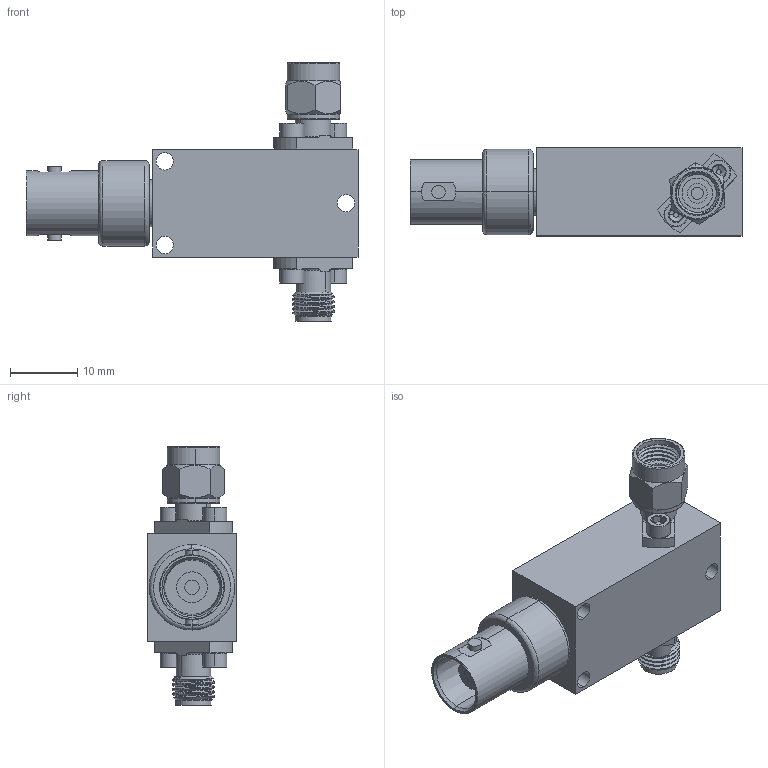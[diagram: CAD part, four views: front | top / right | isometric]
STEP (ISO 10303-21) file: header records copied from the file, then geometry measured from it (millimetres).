
FILE_DESCRIPTION (( 'STEP AP214' ), '1' );
FILE_NAME ('FMBT1634_3D.STEP', '2022-06-26T05:35:18', ( '' ), ( '' ), 'SwSTEP 2.0', 'SolidWorks 2021', '' );
FILE_SCHEMA (( 'AUTOMOTIVE_DESIGN' ));
Length unit declared in the file: inch
Products named in the file (8): Copy of 103-4111 HOUSING^PE1634; FMBT1634_3D; Copy of SMA COUPLING NUT_108-0010-00^PE1634; Copy of 120-0038^PE1634; Copy of 010-101X_010-1012-00^PE1634; Copy of 103-4112 HOUSING^PE1634; Copy of BNC-FEMALE_103-2270-02^PE1634; Copy of 120-0046^PE1634
Assembly tree (10 placements, depth 2):
  FMBT1634_3D
    Copy of 120-0038^PE1634
    Copy of 120-0046^PE1634
    Copy of 103-4112 HOUSING^PE1634
    Copy of 103-4111 HOUSING^PE1634
    Copy of 010-101X_010-1012-00^PE1634  x4
    Copy of SMA COUPLING NUT_108-0010-00^PE1634
    Copy of BNC-FEMALE_103-2270-02^PE1634
Bounding box: 49.33 x 13.08 x 38.38 mm (x, y, z)
Volume: 8203.1 mm3; surface area: 6326.8 mm2
Topology: 10 solids, 10 shells, 739 faces, 1646 edges, 954 vertices
Faces by surface type: cylinder 324, cone 255, plane 132, bspline 28
Entity records: 13739 total; most frequent: CARTESIAN_POINT 4985, ORIENTED_EDGE 1810, DIRECTION 1705, EDGE_CURVE 905, AXIS2_PLACEMENT_3D 672, VERTEX_POINT 558, EDGE_LOOP 423, FACE_OUTER_BOUND 382
